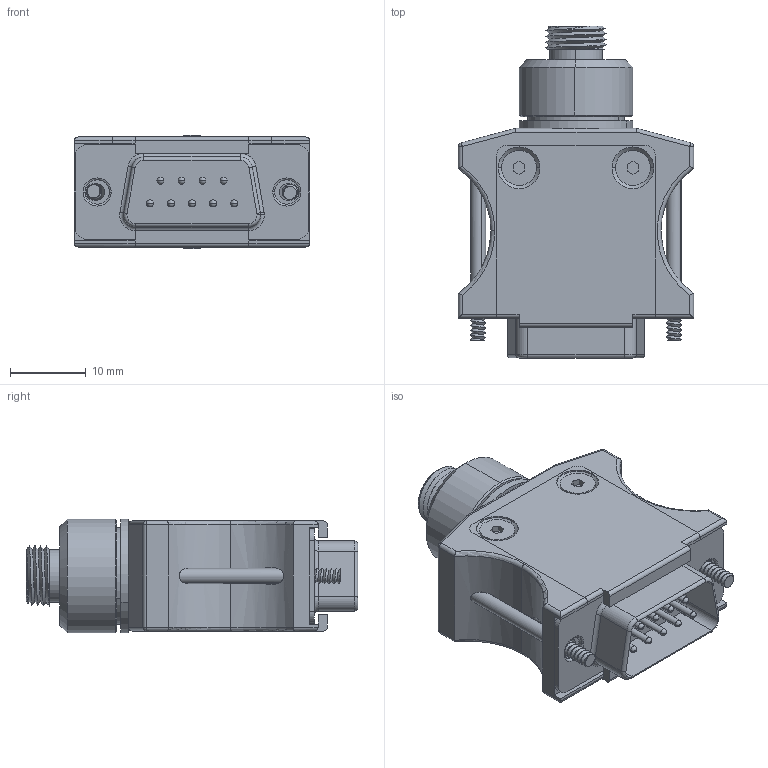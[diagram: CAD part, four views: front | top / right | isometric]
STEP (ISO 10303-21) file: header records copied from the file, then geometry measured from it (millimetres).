
FILE_DESCRIPTION (( 'STEP AP203' ), '1' );
FILE_NAME ('18352-E0W.STEP', '2013-04-10T08:10:03', ( '' ), ( '' ), 'SwSTEP 2.0', 'SolidWorks 2012', '' );
FILE_SCHEMA (( 'CONFIG_CONTROL_DESIGN' ));
Length unit declared in the file: millimetre
Products named in the file (11): 18352-E0W; Senkkopf_M2.5x4_Innensechskant-D819_Screw-MF6S-1801-M03-006-Bimex; PD-MountAssy_Standard; Adapter1-FC_4_Standard; 9mmPD-InGaAs_Standard; ND8mm_Standard; DiodeMount3_Standard; SW3dPS-9-way d type plug solder terminal_RS 446-462; Verriegelungsstift 2; Cover-Body-2_RevB; Backshell Version 1_RevC
Assembly tree (12 placements, depth 3):
  18352-E0W
    Backshell Version 1_RevC
    Cover-Body-2_RevB
    Verriegelungsstift 2  x2
    SW3dPS-9-way d type plug solder terminal_RS 446-462
    PD-MountAssy_Standard
      DiodeMount3_Standard
      ND8mm_Standard
      9mmPD-InGaAs_Standard
      Adapter1-FC_4_Standard
    Senkkopf_M2.5x4_Innensechskant-D819_Screw-MF6S-1801-M03-006-Bimex  x2
Bounding box: 31 x 43.74 x 15 mm (x, y, z)
Volume: 7471.7 mm3; surface area: 10414.3 mm2
Topology: 11 solids, 11 shells, 1110 faces, 2843 edges, 1790 vertices
Faces by surface type: plane 668, cylinder 236, torus 84, cone 71, sphere 26, bspline 25
Entity records: 38710 total; most frequent: CARTESIAN_POINT 12371, ORIENTED_EDGE 5272, DIRECTION 5132, EDGE_CURVE 2636, VECTOR 1980, LINE 1980, VERTEX_POINT 1683, AXIS2_PLACEMENT_3D 1576
